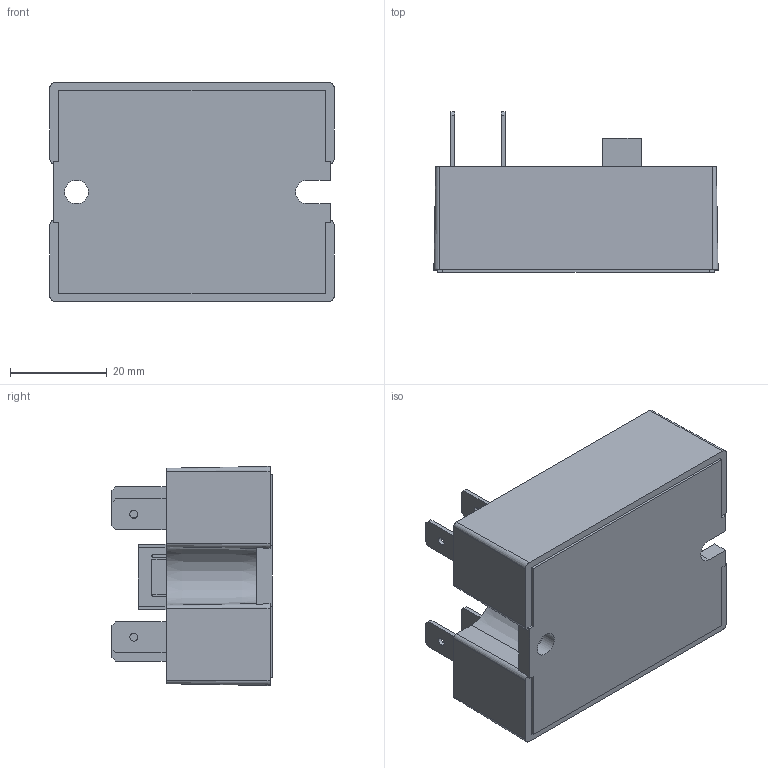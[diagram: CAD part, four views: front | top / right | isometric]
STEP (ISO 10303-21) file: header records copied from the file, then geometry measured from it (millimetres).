
FILE_DESCRIPTION (( 'STEP AP214' ), '1' );
FILE_NAME ('Dual SSR .STEP', '2016-09-27T22:05:23', ( '' ), ( '' ), 'SwSTEP 2.0', 'SolidWorks 2015', '' );
FILE_SCHEMA (( 'AUTOMOTIVE_DESIGN' ));
Length unit declared in the file: inch
Products named in the file (1): Dual SSR 
Bounding box: 58.77 x 33.17 x 45.3 mm (x, y, z)
Volume: 19242.1 mm3; surface area: 21541.1 mm2
Topology: 7 solids, 7 shells, 363 faces, 964 edges, 636 vertices
Faces by surface type: plane 297, cone 30, bspline 24, cylinder 12
Full cylindrical faces by diameter (mm): 1.651 x4, 2.794 x4, 4.877 x1
Entity records: 16290 total; most frequent: CARTESIAN_POINT 2599, ORIENTED_EDGE 1910, DIRECTION 1671, EDGE_CURVE 955, LINE 775, VECTOR 775, VERTEX_POINT 636, AXIS2_PLACEMENT_3D 448
